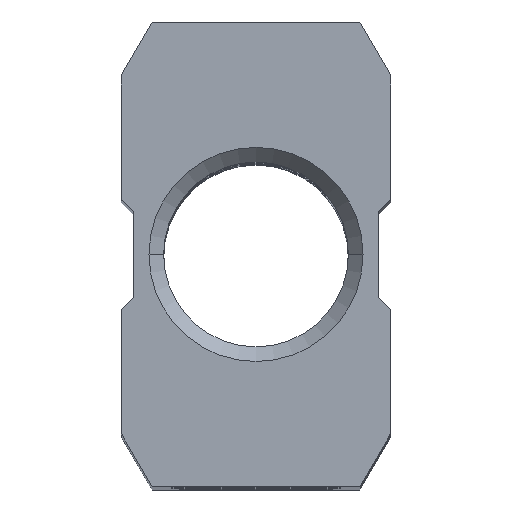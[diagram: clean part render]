
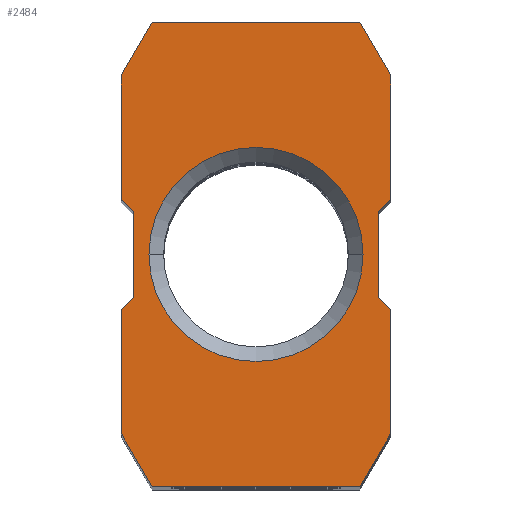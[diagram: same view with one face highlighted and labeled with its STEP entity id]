
A CAD part, top view. The second image highlights one B-rep face of the part: STEP entity #2484.
In plain terms, the highlighted planar face has unit normal (0, 0, 1).
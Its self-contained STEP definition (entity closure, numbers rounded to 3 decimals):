
#12 = LINE ( 'NONE', #1133, #2630 ) ;
#58 = DIRECTION ( 'NONE',  ( 0., -1., 0. ) ) ;
#64 = VERTEX_POINT ( 'NONE', #3195 ) ;
#102 = CARTESIAN_POINT ( 'NONE',  ( -11., 4.33, 0. ) ) ;
#103 = CARTESIAN_POINT ( 'NONE',  ( -11., 14.5, 0. ) ) ;
#133 = ORIENTED_EDGE ( 'NONE', *, *, #1637, .T. ) ;
#138 = CARTESIAN_POINT ( 'NONE',  ( 11., 23.5, 0. ) ) ;
#172 = VERTEX_POINT ( 'NONE', #643 ) ;
#177 = AXIS2_PLACEMENT_3D ( 'NONE', #1394, #3166, #1655 ) ;
#203 = VECTOR ( 'NONE', #2724, 1000. ) ;
#222 = DIRECTION ( 'NONE',  ( 0., -1., 0. ) ) ;
#226 = CARTESIAN_POINT ( 'NONE',  ( 11., 14.5, 0. ) ) ;
#243 = ORIENTED_EDGE ( 'NONE', *, *, #2889, .T. ) ;
#254 = ORIENTED_EDGE ( 'NONE', *, *, #1817, .T. ) ;
#267 = LINE ( 'NONE', #1012, #941 ) ;
#272 = LINE ( 'NONE', #456, #1624 ) ;
#302 = AXIS2_PLACEMENT_3D ( 'NONE', #1977, #492, #2284 ) ;
#309 = DIRECTION ( 'NONE',  ( -0.707, -0.707, 0. ) ) ;
#394 = VERTEX_POINT ( 'NONE', #226 ) ;
#403 = CARTESIAN_POINT ( 'NONE',  ( -10., 22.5, 0. ) ) ;
#436 = LINE ( 'NONE', #1825, #1038 ) ;
#442 = EDGE_CURVE ( 'NONE', #1867, #172, #267, .T. ) ;
#456 = CARTESIAN_POINT ( 'NONE',  ( -11., 33.67, 0. ) ) ;
#492 = DIRECTION ( 'NONE',  ( 0., 0., 1. ) ) ;
#530 = CARTESIAN_POINT ( 'NONE',  ( -10., 15.5, 0. ) ) ;
#557 = CIRCLE ( 'NONE', #177, 8.75 ) ;
#643 = CARTESIAN_POINT ( 'NONE',  ( -8.5, 0., 0. ) ) ;
#707 = CARTESIAN_POINT ( 'NONE',  ( -8.5, 38., 0. ) ) ;
#726 = CARTESIAN_POINT ( 'NONE',  ( 10., 15.5, 0. ) ) ;
#738 = DIRECTION ( 'NONE',  ( -1., 0., 0. ) ) ;
#748 = DIRECTION ( 'NONE',  ( -0.707, 0.707, 0. ) ) ;
#763 = ORIENTED_EDGE ( 'NONE', *, *, #836, .T. ) ;
#770 = VERTEX_POINT ( 'NONE', #1086 ) ;
#776 = CARTESIAN_POINT ( 'NONE',  ( 11., 23.5, 0. ) ) ;
#800 = LINE ( 'NONE', #2644, #2000 ) ;
#836 = EDGE_CURVE ( 'NONE', #770, #394, #12, .T. ) ;
#857 = VERTEX_POINT ( 'NONE', #138 ) ;
#878 = ORIENTED_EDGE ( 'NONE', *, *, #1119, .T. ) ;
#886 = CARTESIAN_POINT ( 'NONE',  ( 8.5, 0., 0. ) ) ;
#941 = VECTOR ( 'NONE', #2533, 1000. ) ;
#950 = LINE ( 'NONE', #886, #1630 ) ;
#952 = ORIENTED_EDGE ( 'NONE', *, *, #1235, .T. ) ;
#969 = EDGE_CURVE ( 'NONE', #172, #2277, #1474, .T. ) ;
#992 = ORIENTED_EDGE ( 'NONE', *, *, #1969, .T. ) ;
#1012 = CARTESIAN_POINT ( 'NONE',  ( -8.5, 0., 0. ) ) ;
#1038 = VECTOR ( 'NONE', #58, 1000. ) ;
#1072 = VERTEX_POINT ( 'NONE', #726 ) ;
#1073 = DIRECTION ( 'NONE',  ( 0., 0., -1. ) ) ;
#1084 = ORIENTED_EDGE ( 'NONE', *, *, #1280, .T. ) ;
#1086 = CARTESIAN_POINT ( 'NONE',  ( 11., 4.33, 0. ) ) ;
#1108 = VECTOR ( 'NONE', #748, 1000. ) ;
#1119 = EDGE_CURVE ( 'NONE', #2031, #2480, #2549, .T. ) ;
#1133 = CARTESIAN_POINT ( 'NONE',  ( 11., 4.33, 0. ) ) ;
#1184 = EDGE_CURVE ( 'NONE', #394, #1072, #1911, .T. ) ;
#1235 = EDGE_CURVE ( 'NONE', #2356, #1867, #436, .T. ) ;
#1254 = CARTESIAN_POINT ( 'NONE',  ( 11., 14.5, 0. ) ) ;
#1280 = EDGE_CURVE ( 'NONE', #2606, #2314, #1566, .T. ) ;
#1286 = DIRECTION ( 'NONE',  ( 0., 1., 0. ) ) ;
#1294 = CARTESIAN_POINT ( 'NONE',  ( 8.75, 19., 0. ) ) ;
#1302 = EDGE_CURVE ( 'NONE', #1723, #857, #2919, .T. ) ;
#1303 = VECTOR ( 'NONE', #222, 1000. ) ;
#1311 = VERTEX_POINT ( 'NONE', #2104 ) ;
#1331 = CARTESIAN_POINT ( 'NONE',  ( 10., 22.5, 0. ) ) ;
#1394 = CARTESIAN_POINT ( 'NONE',  ( 0., 19., 0. ) ) ;
#1402 = DIRECTION ( 'NONE',  ( 0., 1., 0. ) ) ;
#1410 = EDGE_CURVE ( 'NONE', #1876, #2031, #800, .T. ) ;
#1465 = EDGE_CURVE ( 'NONE', #2314, #2606, #557, .T. ) ;
#1474 = LINE ( 'NONE', #2981, #203 ) ;
#1488 = CARTESIAN_POINT ( 'NONE',  ( -11., 23.5, 0. ) ) ;
#1535 = CARTESIAN_POINT ( 'NONE',  ( 10., 22.5, 0. ) ) ;
#1558 = DIRECTION ( 'NONE',  ( 0., -1., 0. ) ) ;
#1566 = CIRCLE ( 'NONE', #2974, 8.75 ) ;
#1595 = DIRECTION ( 'NONE',  ( 0.707, 0.707, 0. ) ) ;
#1600 = VERTEX_POINT ( 'NONE', #1736 ) ;
#1620 = CARTESIAN_POINT ( 'NONE',  ( -8.75, 19., 0. ) ) ;
#1624 = VECTOR ( 'NONE', #1737, 1000. ) ;
#1630 = VECTOR ( 'NONE', #2412, 1000. ) ;
#1637 = EDGE_CURVE ( 'NONE', #64, #2664, #3167, .T. ) ;
#1655 = DIRECTION ( 'NONE',  ( 1., 0., 0. ) ) ;
#1681 = ORIENTED_EDGE ( 'NONE', *, *, #1302, .T. ) ;
#1723 = VERTEX_POINT ( 'NONE', #1535 ) ;
#1735 = ORIENTED_EDGE ( 'NONE', *, *, #2538, .T. ) ;
#1736 = CARTESIAN_POINT ( 'NONE',  ( -10., 15.5, 0. ) ) ;
#1737 = DIRECTION ( 'NONE',  ( -0.5, -0.866, 0. ) ) ;
#1759 = ORIENTED_EDGE ( 'NONE', *, *, #442, .T. ) ;
#1760 = EDGE_CURVE ( 'NONE', #1311, #1600, #2274, .T. ) ;
#1773 = PLANE ( 'NONE',  #302 ) ;
#1817 = EDGE_CURVE ( 'NONE', #1600, #2356, #2111, .T. ) ;
#1825 = CARTESIAN_POINT ( 'NONE',  ( -11., 4.33, 0. ) ) ;
#1855 = DIRECTION ( 'NONE',  ( 0., 1., 0. ) ) ;
#1860 = LINE ( 'NONE', #403, #2463 ) ;
#1867 = VERTEX_POINT ( 'NONE', #102 ) ;
#1876 = VERTEX_POINT ( 'NONE', #1884 ) ;
#1884 = CARTESIAN_POINT ( 'NONE',  ( 11., 33.67, 0. ) ) ;
#1911 = LINE ( 'NONE', #1254, #1108 ) ;
#1969 = EDGE_CURVE ( 'NONE', #2277, #770, #950, .T. ) ;
#1977 = CARTESIAN_POINT ( 'NONE',  ( 6.5, 19., 0. ) ) ;
#2000 = VECTOR ( 'NONE', #3149, 1000. ) ;
#2031 = VERTEX_POINT ( 'NONE', #2435 ) ;
#2042 = ORIENTED_EDGE ( 'NONE', *, *, #1410, .T. ) ;
#2078 = ORIENTED_EDGE ( 'NONE', *, *, #1760, .T. ) ;
#2102 = VECTOR ( 'NONE', #1855, 1000. ) ;
#2104 = CARTESIAN_POINT ( 'NONE',  ( -10., 22.5, 0. ) ) ;
#2111 = LINE ( 'NONE', #3081, #2709 ) ;
#2181 = LINE ( 'NONE', #2369, #2102 ) ;
#2187 = FACE_BOUND ( 'NONE', #2973, .T. ) ;
#2189 = DIRECTION ( 'NONE',  ( 0.707, -0.707, 0. ) ) ;
#2230 = LINE ( 'NONE', #776, #2904 ) ;
#2239 = VECTOR ( 'NONE', #1595, 1000. ) ;
#2274 = LINE ( 'NONE', #530, #2877 ) ;
#2277 = VERTEX_POINT ( 'NONE', #2335 ) ;
#2284 = DIRECTION ( 'NONE',  ( 1., 0., 0. ) ) ;
#2314 = VERTEX_POINT ( 'NONE', #1620 ) ;
#2335 = CARTESIAN_POINT ( 'NONE',  ( 8.5, 0., 0. ) ) ;
#2356 = VERTEX_POINT ( 'NONE', #103 ) ;
#2369 = CARTESIAN_POINT ( 'NONE',  ( 10., 15.5, 0. ) ) ;
#2412 = DIRECTION ( 'NONE',  ( 0.5, 0.866, 0. ) ) ;
#2435 = CARTESIAN_POINT ( 'NONE',  ( 8.5, 38., 0. ) ) ;
#2463 = VECTOR ( 'NONE', #2189, 1000. ) ;
#2480 = VERTEX_POINT ( 'NONE', #707 ) ;
#2484 = ADVANCED_FACE ( 'NONE', ( #2187, #2622 ), #1773, .T. ) ;
#2525 = ORIENTED_EDGE ( 'NONE', *, *, #2979, .T. ) ;
#2533 = DIRECTION ( 'NONE',  ( 0.5, -0.866, 0. ) ) ;
#2538 = EDGE_CURVE ( 'NONE', #857, #1876, #2230, .T. ) ;
#2549 = LINE ( 'NONE', #2769, #3225 ) ;
#2603 = CARTESIAN_POINT ( 'NONE',  ( 0., 19., 0. ) ) ;
#2606 = VERTEX_POINT ( 'NONE', #1294 ) ;
#2622 = FACE_OUTER_BOUND ( 'NONE', #2856, .T. ) ;
#2630 = VECTOR ( 'NONE', #1402, 1000. ) ;
#2639 = ORIENTED_EDGE ( 'NONE', *, *, #3242, .T. ) ;
#2644 = CARTESIAN_POINT ( 'NONE',  ( 11., 33.67, 0. ) ) ;
#2664 = VERTEX_POINT ( 'NONE', #3084 ) ;
#2709 = VECTOR ( 'NONE', #309, 1000. ) ;
#2724 = DIRECTION ( 'NONE',  ( 1., 0., 0. ) ) ;
#2769 = CARTESIAN_POINT ( 'NONE',  ( 8.5, 38., 0. ) ) ;
#2856 = EDGE_LOOP ( 'NONE', ( #1681, #1735, #2042, #878, #2525, #133, #243, #2078, #254, #952, #1759, #3042, #992, #763, #3003, #2639 ) ) ;
#2871 = DIRECTION ( 'NONE',  ( 1., 0., 0. ) ) ;
#2877 = VECTOR ( 'NONE', #1558, 1000. ) ;
#2889 = EDGE_CURVE ( 'NONE', #2664, #1311, #1860, .T. ) ;
#2904 = VECTOR ( 'NONE', #1286, 1000. ) ;
#2919 = LINE ( 'NONE', #1331, #2239 ) ;
#2973 = EDGE_LOOP ( 'NONE', ( #1084, #3026 ) ) ;
#2974 = AXIS2_PLACEMENT_3D ( 'NONE', #2603, #1073, #2871 ) ;
#2979 = EDGE_CURVE ( 'NONE', #2480, #64, #272, .T. ) ;
#2981 = CARTESIAN_POINT ( 'NONE',  ( -8.5, 0., 0. ) ) ;
#3003 = ORIENTED_EDGE ( 'NONE', *, *, #1184, .T. ) ;
#3026 = ORIENTED_EDGE ( 'NONE', *, *, #1465, .T. ) ;
#3042 = ORIENTED_EDGE ( 'NONE', *, *, #969, .T. ) ;
#3081 = CARTESIAN_POINT ( 'NONE',  ( -11., 14.5, 0. ) ) ;
#3084 = CARTESIAN_POINT ( 'NONE',  ( -11., 23.5, 0. ) ) ;
#3149 = DIRECTION ( 'NONE',  ( -0.5, 0.866, 0. ) ) ;
#3166 = DIRECTION ( 'NONE',  ( 0., 0., -1. ) ) ;
#3167 = LINE ( 'NONE', #1488, #1303 ) ;
#3195 = CARTESIAN_POINT ( 'NONE',  ( -11., 33.67, 0. ) ) ;
#3225 = VECTOR ( 'NONE', #738, 1000. ) ;
#3242 = EDGE_CURVE ( 'NONE', #1072, #1723, #2181, .T. ) ;
